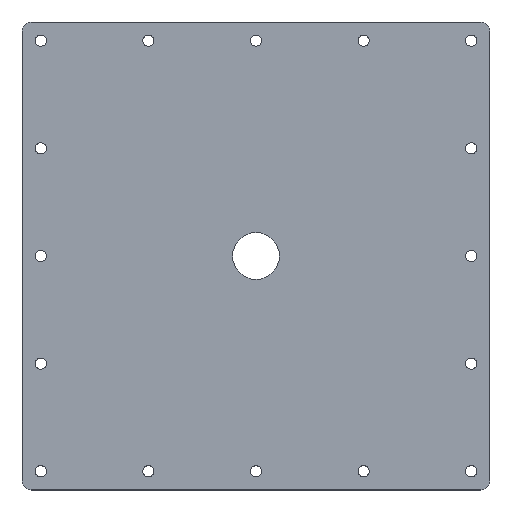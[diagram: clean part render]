
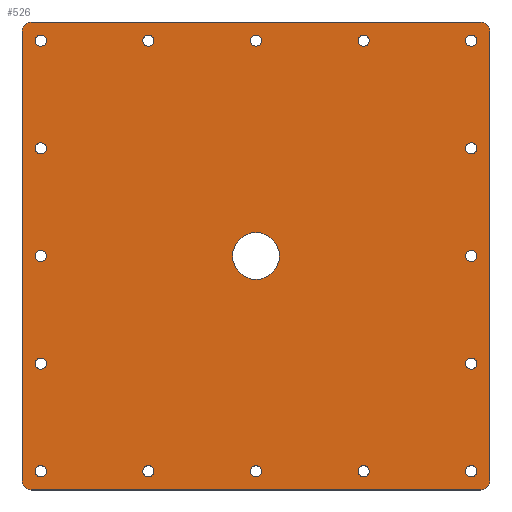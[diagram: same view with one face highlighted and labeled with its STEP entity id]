
A CAD part, top view. The second image highlights one B-rep face of the part: STEP entity #526.
In plain terms, the highlighted planar face has unit normal (0, 0, 1).
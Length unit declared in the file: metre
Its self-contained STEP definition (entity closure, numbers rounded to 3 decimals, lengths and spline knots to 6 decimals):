
#21=CIRCLE('',#544,0.01);
#23=CIRCLE('',#548,0.01);
#25=CIRCLE('',#552,0.01);
#26=CIRCLE('',#555,0.025);
#28=CIRCLE('',#558,0.006);
#30=CIRCLE('',#561,0.006);
#32=CIRCLE('',#564,0.006);
#34=CIRCLE('',#567,0.006);
#36=CIRCLE('',#570,0.006);
#38=CIRCLE('',#573,0.006);
#40=CIRCLE('',#576,0.006);
#42=CIRCLE('',#579,0.006);
#44=CIRCLE('',#582,0.006);
#46=CIRCLE('',#585,0.006);
#48=CIRCLE('',#588,0.006);
#50=CIRCLE('',#591,0.006);
#52=CIRCLE('',#594,0.006);
#54=CIRCLE('',#597,0.006);
#56=CIRCLE('',#600,0.006);
#58=CIRCLE('',#603,0.006);
#61=CIRCLE('',#607,0.01);
#149=ORIENTED_EDGE('',*,*,#253,.T.);
#150=ORIENTED_EDGE('',*,*,#251,.T.);
#151=ORIENTED_EDGE('',*,*,#249,.T.);
#152=ORIENTED_EDGE('',*,*,#247,.T.);
#153=ORIENTED_EDGE('',*,*,#245,.T.);
#154=ORIENTED_EDGE('',*,*,#243,.T.);
#155=ORIENTED_EDGE('',*,*,#241,.T.);
#156=ORIENTED_EDGE('',*,*,#239,.F.);
#157=ORIENTED_EDGE('',*,*,#237,.F.);
#158=ORIENTED_EDGE('',*,*,#235,.F.);
#159=ORIENTED_EDGE('',*,*,#233,.F.);
#160=ORIENTED_EDGE('',*,*,#231,.F.);
#161=ORIENTED_EDGE('',*,*,#229,.F.);
#162=ORIENTED_EDGE('',*,*,#227,.F.);
#163=ORIENTED_EDGE('',*,*,#225,.F.);
#164=ORIENTED_EDGE('',*,*,#223,.F.);
#165=ORIENTED_EDGE('',*,*,#221,.F.);
#166=ORIENTED_EDGE('',*,*,#201,.T.);
#167=ORIENTED_EDGE('',*,*,#205,.T.);
#168=ORIENTED_EDGE('',*,*,#208,.F.);
#169=ORIENTED_EDGE('',*,*,#211,.T.);
#170=ORIENTED_EDGE('',*,*,#214,.F.);
#171=ORIENTED_EDGE('',*,*,#217,.T.);
#172=ORIENTED_EDGE('',*,*,#220,.T.);
#173=ORIENTED_EDGE('',*,*,#256,.T.);
#201=EDGE_CURVE('',#260,#259,#309,.T.);
#205=EDGE_CURVE('',#259,#262,#21,.T.);
#208=EDGE_CURVE('',#264,#262,#314,.T.);
#211=EDGE_CURVE('',#264,#266,#23,.T.);
#214=EDGE_CURVE('',#268,#266,#318,.T.);
#217=EDGE_CURVE('',#268,#270,#25,.T.);
#220=EDGE_CURVE('',#270,#272,#322,.T.);
#221=EDGE_CURVE('',#273,#273,#26,.T.);
#223=EDGE_CURVE('',#275,#275,#28,.T.);
#225=EDGE_CURVE('',#277,#277,#30,.T.);
#227=EDGE_CURVE('',#279,#279,#32,.T.);
#229=EDGE_CURVE('',#281,#281,#34,.T.);
#231=EDGE_CURVE('',#283,#283,#36,.T.);
#233=EDGE_CURVE('',#285,#285,#38,.T.);
#235=EDGE_CURVE('',#287,#287,#40,.T.);
#237=EDGE_CURVE('',#289,#289,#42,.T.);
#239=EDGE_CURVE('',#291,#291,#44,.T.);
#241=EDGE_CURVE('',#293,#293,#46,.T.);
#243=EDGE_CURVE('',#295,#295,#48,.T.);
#245=EDGE_CURVE('',#297,#297,#50,.T.);
#247=EDGE_CURVE('',#299,#299,#52,.T.);
#249=EDGE_CURVE('',#301,#301,#54,.T.);
#251=EDGE_CURVE('',#303,#303,#56,.T.);
#253=EDGE_CURVE('',#305,#305,#58,.T.);
#256=EDGE_CURVE('',#272,#260,#61,.T.);
#259=VERTEX_POINT('',#772);
#260=VERTEX_POINT('',#774);
#262=VERTEX_POINT('',#780);
#264=VERTEX_POINT('',#786);
#266=VERTEX_POINT('',#792);
#268=VERTEX_POINT('',#798);
#270=VERTEX_POINT('',#804);
#272=VERTEX_POINT('',#810);
#273=VERTEX_POINT('',#814);
#275=VERTEX_POINT('',#819);
#277=VERTEX_POINT('',#824);
#279=VERTEX_POINT('',#829);
#281=VERTEX_POINT('',#834);
#283=VERTEX_POINT('',#839);
#285=VERTEX_POINT('',#844);
#287=VERTEX_POINT('',#849);
#289=VERTEX_POINT('',#854);
#291=VERTEX_POINT('',#859);
#293=VERTEX_POINT('',#864);
#295=VERTEX_POINT('',#869);
#297=VERTEX_POINT('',#874);
#299=VERTEX_POINT('',#879);
#301=VERTEX_POINT('',#884);
#303=VERTEX_POINT('',#889);
#305=VERTEX_POINT('',#894);
#309=LINE('',#773,#325);
#314=LINE('',#787,#330);
#318=LINE('',#799,#334);
#322=LINE('',#811,#338);
#325=VECTOR('',#616,1.);
#330=VECTOR('',#629,1.);
#334=VECTOR('',#641,1.);
#338=VECTOR('',#653,1.);
#381=EDGE_LOOP('',(#149));
#382=EDGE_LOOP('',(#150));
#383=EDGE_LOOP('',(#151));
#384=EDGE_LOOP('',(#152));
#385=EDGE_LOOP('',(#153));
#386=EDGE_LOOP('',(#154));
#387=EDGE_LOOP('',(#155));
#388=EDGE_LOOP('',(#156));
#389=EDGE_LOOP('',(#157));
#390=EDGE_LOOP('',(#158));
#391=EDGE_LOOP('',(#159));
#392=EDGE_LOOP('',(#160));
#393=EDGE_LOOP('',(#161));
#394=EDGE_LOOP('',(#162));
#395=EDGE_LOOP('',(#163));
#396=EDGE_LOOP('',(#164));
#397=EDGE_LOOP('',(#165));
#398=EDGE_LOOP('',(#166,#167,#168,#169,#170,#171,#172,#173));
#459=FACE_BOUND('',#381,.T.);
#460=FACE_BOUND('',#382,.T.);
#461=FACE_BOUND('',#383,.T.);
#462=FACE_BOUND('',#384,.T.);
#463=FACE_BOUND('',#385,.T.);
#464=FACE_BOUND('',#386,.T.);
#465=FACE_BOUND('',#387,.T.);
#466=FACE_BOUND('',#388,.T.);
#467=FACE_BOUND('',#389,.T.);
#468=FACE_BOUND('',#390,.T.);
#469=FACE_BOUND('',#391,.T.);
#470=FACE_BOUND('',#392,.T.);
#471=FACE_BOUND('',#393,.T.);
#472=FACE_BOUND('',#394,.T.);
#473=FACE_BOUND('',#395,.T.);
#474=FACE_BOUND('',#396,.T.);
#475=FACE_BOUND('',#397,.T.);
#476=FACE_BOUND('',#398,.T.);
#499=PLANE('',#608);
#526=ADVANCED_FACE('',(#459,#460,#461,#462,#463,#464,#465,#466,#467,#468,
#469,#470,#471,#472,#473,#474,#475,#476),#499,.T.);
#544=AXIS2_PLACEMENT_3D('',#781,#623,#624);
#548=AXIS2_PLACEMENT_3D('',#793,#635,#636);
#552=AXIS2_PLACEMENT_3D('',#805,#647,#648);
#555=AXIS2_PLACEMENT_3D('',#813,#656,#657);
#558=AXIS2_PLACEMENT_3D('',#818,#662,#663);
#561=AXIS2_PLACEMENT_3D('',#823,#668,#669);
#564=AXIS2_PLACEMENT_3D('',#828,#674,#675);
#567=AXIS2_PLACEMENT_3D('',#833,#680,#681);
#570=AXIS2_PLACEMENT_3D('',#838,#686,#687);
#573=AXIS2_PLACEMENT_3D('',#843,#692,#693);
#576=AXIS2_PLACEMENT_3D('',#848,#698,#699);
#579=AXIS2_PLACEMENT_3D('',#853,#704,#705);
#582=AXIS2_PLACEMENT_3D('',#858,#710,#711);
#585=AXIS2_PLACEMENT_3D('',#863,#716,#717);
#588=AXIS2_PLACEMENT_3D('',#868,#722,#723);
#591=AXIS2_PLACEMENT_3D('',#873,#728,#729);
#594=AXIS2_PLACEMENT_3D('',#878,#734,#735);
#597=AXIS2_PLACEMENT_3D('',#883,#740,#741);
#600=AXIS2_PLACEMENT_3D('',#888,#746,#747);
#603=AXIS2_PLACEMENT_3D('',#893,#752,#753);
#607=AXIS2_PLACEMENT_3D('',#899,#760,#761);
#608=AXIS2_PLACEMENT_3D('',#900,#762,#763);
#616=DIRECTION('',(0.,-1.,0.));
#623=DIRECTION('',(0.,0.,1.));
#624=DIRECTION('',(1.,0.,0.));
#629=DIRECTION('',(-1.,0.,0.));
#635=DIRECTION('',(0.,0.,1.));
#636=DIRECTION('',(1.,0.,0.));
#641=DIRECTION('',(0.,-1.,0.));
#647=DIRECTION('',(0.,0.,1.));
#648=DIRECTION('',(1.,0.,0.));
#653=DIRECTION('',(-1.,0.,0.));
#656=DIRECTION('',(0.,0.,1.));
#657=DIRECTION('',(1.,0.,0.));
#662=DIRECTION('',(0.,0.,1.));
#663=DIRECTION('',(1.,0.,0.));
#668=DIRECTION('',(0.,0.,1.));
#669=DIRECTION('',(1.,0.,0.));
#674=DIRECTION('',(0.,0.,1.));
#675=DIRECTION('',(1.,0.,0.));
#680=DIRECTION('',(0.,0.,1.));
#681=DIRECTION('',(1.,0.,0.));
#686=DIRECTION('',(0.,0.,1.));
#687=DIRECTION('',(1.,0.,0.));
#692=DIRECTION('',(0.,0.,1.));
#693=DIRECTION('',(1.,0.,0.));
#698=DIRECTION('',(0.,0.,1.));
#699=DIRECTION('',(1.,0.,0.));
#704=DIRECTION('',(0.,0.,1.));
#705=DIRECTION('',(1.,0.,0.));
#710=DIRECTION('',(0.,0.,1.));
#711=DIRECTION('',(1.,0.,0.));
#716=DIRECTION('',(0.,0.,-1.));
#717=DIRECTION('',(1.,0.,0.));
#722=DIRECTION('',(0.,0.,-1.));
#723=DIRECTION('',(1.,0.,0.));
#728=DIRECTION('',(0.,0.,-1.));
#729=DIRECTION('',(1.,0.,0.));
#734=DIRECTION('',(0.,0.,-1.));
#735=DIRECTION('',(1.,0.,0.));
#740=DIRECTION('',(0.,0.,-1.));
#741=DIRECTION('',(1.,0.,0.));
#746=DIRECTION('',(0.,0.,-1.));
#747=DIRECTION('',(1.,0.,0.));
#752=DIRECTION('',(0.,0.,-1.));
#753=DIRECTION('',(1.,0.,0.));
#760=DIRECTION('',(0.,0.,1.));
#761=DIRECTION('',(1.,0.,0.));
#762=DIRECTION('',(0.,0.,1.));
#763=DIRECTION('',(1.,0.,0.));
#772=CARTESIAN_POINT('',(-0.25,-0.24,0.005));
#773=CARTESIAN_POINT('',(-0.25,0.,0.005));
#774=CARTESIAN_POINT('',(-0.25,0.24,0.005));
#780=CARTESIAN_POINT('',(-0.24,-0.25,0.005));
#781=CARTESIAN_POINT('',(-0.24,-0.24,0.005));
#786=CARTESIAN_POINT('',(0.24,-0.25,0.005));
#787=CARTESIAN_POINT('',(0.,-0.25,0.005));
#792=CARTESIAN_POINT('',(0.25,-0.24,0.005));
#793=CARTESIAN_POINT('',(0.24,-0.24,0.005));
#798=CARTESIAN_POINT('',(0.25,0.24,0.005));
#799=CARTESIAN_POINT('',(0.25,0.,0.005));
#804=CARTESIAN_POINT('',(0.24,0.25,0.005));
#805=CARTESIAN_POINT('',(0.24,0.24,0.005));
#810=CARTESIAN_POINT('',(-0.24,0.25,0.005));
#811=CARTESIAN_POINT('',(0.,0.25,0.005));
#813=CARTESIAN_POINT('',(0.,0.,0.005));
#814=CARTESIAN_POINT('',(0.025,0.,0.005));
#818=CARTESIAN_POINT('',(-0.23,-0.23,0.005));
#819=CARTESIAN_POINT('',(-0.224,-0.23,0.005));
#823=CARTESIAN_POINT('',(-0.115,-0.23,0.005));
#824=CARTESIAN_POINT('',(-0.109,-0.23,0.005));
#828=CARTESIAN_POINT('',(0.,-0.23,0.005));
#829=CARTESIAN_POINT('',(0.006,-0.23,0.005));
#833=CARTESIAN_POINT('',(0.115,-0.23,0.005));
#834=CARTESIAN_POINT('',(0.121,-0.23,0.005));
#838=CARTESIAN_POINT('',(0.23,-0.23,0.005));
#839=CARTESIAN_POINT('',(0.236,-0.23,0.005));
#843=CARTESIAN_POINT('',(-0.23,-0.115,0.005));
#844=CARTESIAN_POINT('',(-0.224,-0.115,0.005));
#848=CARTESIAN_POINT('',(-0.23,0.,0.005));
#849=CARTESIAN_POINT('',(-0.224,0.,0.005));
#853=CARTESIAN_POINT('',(-0.23,0.115,0.005));
#854=CARTESIAN_POINT('',(-0.224,0.115,0.005));
#858=CARTESIAN_POINT('',(-0.23,0.23,0.005));
#859=CARTESIAN_POINT('',(-0.224,0.23,0.005));
#863=CARTESIAN_POINT('',(0.23,0.,0.005));
#864=CARTESIAN_POINT('',(0.236,0.,0.005));
#868=CARTESIAN_POINT('',(0.23,0.23,0.005));
#869=CARTESIAN_POINT('',(0.236,0.23,0.005));
#873=CARTESIAN_POINT('',(0.,0.23,0.005));
#874=CARTESIAN_POINT('',(0.006,0.23,0.005));
#878=CARTESIAN_POINT('',(-0.115,0.23,0.005));
#879=CARTESIAN_POINT('',(-0.109,0.23,0.005));
#883=CARTESIAN_POINT('',(0.115,0.23,0.005));
#884=CARTESIAN_POINT('',(0.121,0.23,0.005));
#888=CARTESIAN_POINT('',(0.23,0.115,0.005));
#889=CARTESIAN_POINT('',(0.236,0.115,0.005));
#893=CARTESIAN_POINT('',(0.23,-0.115,0.005));
#894=CARTESIAN_POINT('',(0.236,-0.115,0.005));
#899=CARTESIAN_POINT('',(-0.24,0.24,0.005));
#900=CARTESIAN_POINT('',(0.,0.,0.005));
